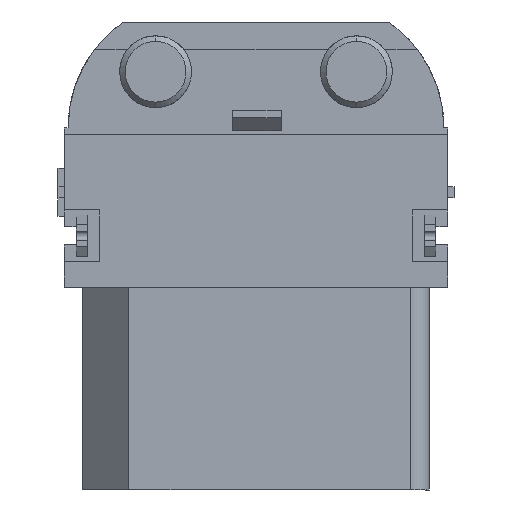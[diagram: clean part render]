
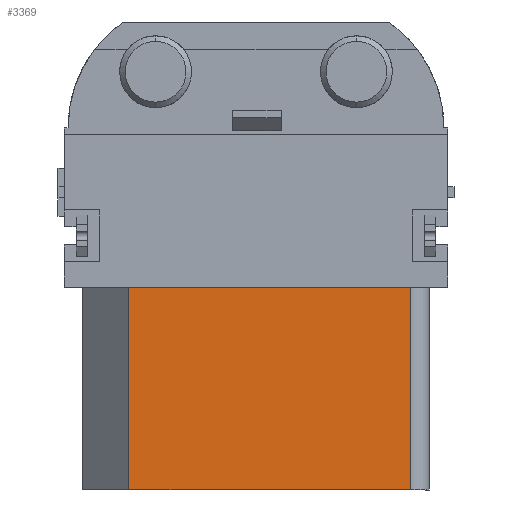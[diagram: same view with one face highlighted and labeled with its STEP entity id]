
A CAD part, front view. The second image highlights one B-rep face of the part: STEP entity #3369.
In plain terms, the highlighted planar face has unit normal (0, -1, 0).
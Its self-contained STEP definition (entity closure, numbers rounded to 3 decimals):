
#618 = LINE ( 'NONE', #1602, #4872 ) ;
#659 = CARTESIAN_POINT ( 'NONE',  ( 8.4, 1.1, -13.8 ) ) ;
#991 = VERTEX_POINT ( 'NONE', #4292 ) ;
#1204 = PLANE ( 'NONE',  #4485 ) ;
#1410 = LINE ( 'NONE', #1826, #2252 ) ;
#1426 = DIRECTION ( 'NONE',  ( 0., 0., 1. ) ) ;
#1587 = ORIENTED_EDGE ( 'NONE', *, *, #3784, .T. ) ;
#1602 = CARTESIAN_POINT ( 'NONE',  ( 8.4, 1.1, -13.8 ) ) ;
#1617 = DIRECTION ( 'NONE',  ( -1., 0., 0. ) ) ;
#1659 = CARTESIAN_POINT ( 'NONE',  ( 8.4, 1.1, -2.8 ) ) ;
#1826 = CARTESIAN_POINT ( 'NONE',  ( -6.9, 1.1, -13.8 ) ) ;
#1851 = EDGE_CURVE ( 'NONE', #5288, #991, #1410, .T. ) ;
#1908 = VECTOR ( 'NONE', #2439, 1000. ) ;
#2040 = VERTEX_POINT ( 'NONE', #5310 ) ;
#2223 = LINE ( 'NONE', #659, #2547 ) ;
#2252 = VECTOR ( 'NONE', #1426, 1000. ) ;
#2267 = CARTESIAN_POINT ( 'NONE',  ( 8.4, 1.1, -2.8 ) ) ;
#2439 = DIRECTION ( 'NONE',  ( -1., 0., 0. ) ) ;
#2547 = VECTOR ( 'NONE', #2801, 1000. ) ;
#2788 = EDGE_LOOP ( 'NONE', ( #1587, #3142, #3086, #3917 ) ) ;
#2801 = DIRECTION ( 'NONE',  ( 0., 0., 1. ) ) ;
#3065 = FACE_OUTER_BOUND ( 'NONE', #2788, .T. ) ;
#3086 = ORIENTED_EDGE ( 'NONE', *, *, #3246, .F. ) ;
#3142 = ORIENTED_EDGE ( 'NONE', *, *, #1851, .F. ) ;
#3246 = EDGE_CURVE ( 'NONE', #2040, #5288, #618, .T. ) ;
#3369 = ADVANCED_FACE ( 'NONE', ( #3065 ), #1204, .F. ) ;
#3761 = CARTESIAN_POINT ( 'NONE',  ( -6.9, 1.1, -13.8 ) ) ;
#3784 = EDGE_CURVE ( 'NONE', #4060, #991, #4168, .T. ) ;
#3917 = ORIENTED_EDGE ( 'NONE', *, *, #5017, .T. ) ;
#4060 = VERTEX_POINT ( 'NONE', #2267 ) ;
#4094 = CARTESIAN_POINT ( 'NONE',  ( 8.4, 1.1, -13.8 ) ) ;
#4168 = LINE ( 'NONE', #1659, #1908 ) ;
#4292 = CARTESIAN_POINT ( 'NONE',  ( -6.9, 1.1, -2.8 ) ) ;
#4485 = AXIS2_PLACEMENT_3D ( 'NONE', #4094, #4518, #1617 ) ;
#4518 = DIRECTION ( 'NONE',  ( 0., 1., 0. ) ) ;
#4872 = VECTOR ( 'NONE', #5276, 1000. ) ;
#5017 = EDGE_CURVE ( 'NONE', #2040, #4060, #2223, .T. ) ;
#5276 = DIRECTION ( 'NONE',  ( -1., 0., 0. ) ) ;
#5288 = VERTEX_POINT ( 'NONE', #3761 ) ;
#5310 = CARTESIAN_POINT ( 'NONE',  ( 8.4, 1.1, -13.8 ) ) ;
